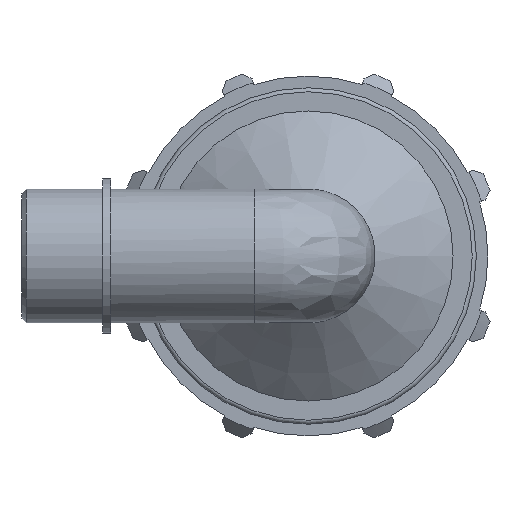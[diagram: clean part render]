
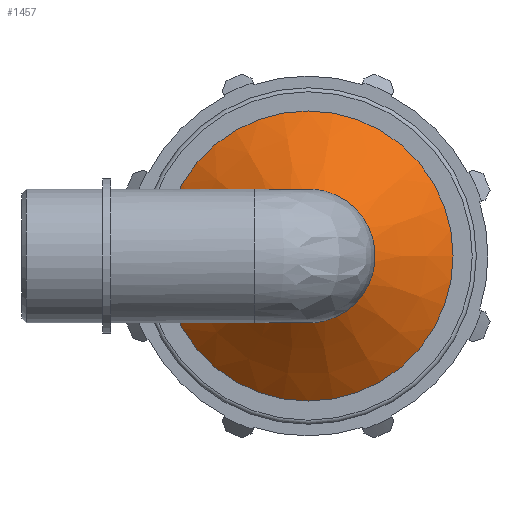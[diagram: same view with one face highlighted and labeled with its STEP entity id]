
A CAD part, left-side view. The second image highlights one B-rep face of the part: STEP entity #1457.
In plain terms, the highlighted conical face has half-angle 50 degrees and reference radius 26.312 mm.
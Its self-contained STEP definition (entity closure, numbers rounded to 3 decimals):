
#279=CONICAL_SURFACE('',#1552,26.312,50.);
#294=B_SPLINE_CURVE_WITH_KNOTS('',3,(#2123,#2124,#2125,#2126,#2127,#2128,
#2129,#2130,#2131,#2132,#2133,#2134,#2135,#2136,#2137,#2138,#2139,#2140),
 .UNSPECIFIED.,.F.,.F.,(4,2,2,2,2,2,2,2,4),(6.549,6.753,
7.121,7.432,7.743,8.053,8.364,
8.732,8.936),.UNSPECIFIED.);
#297=FACE_BOUND('',#420,.T.);
#331=FACE_OUTER_BOUND('',#419,.T.);
#419=EDGE_LOOP('',(#953,#954));
#420=EDGE_LOOP('',(#955));
#529=CIRCLE('',#1542,16.625);
#535=CIRCLE('',#1553,36.);
#598=VERTEX_POINT('',#2109);
#599=VERTEX_POINT('',#2110);
#605=VERTEX_POINT('',#2172);
#740=EDGE_CURVE('',#598,#599,#529,.T.);
#746=EDGE_CURVE('',#598,#599,#294,.T.);
#749=EDGE_CURVE('',#605,#605,#535,.T.);
#953=ORIENTED_EDGE('',*,*,#746,.F.);
#954=ORIENTED_EDGE('',*,*,#740,.T.);
#955=ORIENTED_EDGE('',*,*,#749,.F.);
#1457=ADVANCED_FACE('',(#331,#297),#279,.T.);
#1542=AXIS2_PLACEMENT_3D('',#2111,#1701,#1702);
#1552=AXIS2_PLACEMENT_3D('',#2171,#1721,#1722);
#1553=AXIS2_PLACEMENT_3D('',#2173,#1723,#1724);
#1701=DIRECTION('center_axis',(1.,0.,0.));
#1702=DIRECTION('ref_axis',(0.,0.,-1.));
#1721=DIRECTION('center_axis',(1.,0.,0.));
#1722=DIRECTION('ref_axis',(0.,1.,0.));
#1723=DIRECTION('center_axis',(1.,0.,0.));
#1724=DIRECTION('ref_axis',(0.,0.,-1.));
#2109=CARTESIAN_POINT('',(13.609,13.609,9.549));
#2110=CARTESIAN_POINT('',(13.609,13.609,-9.549));
#2111=CARTESIAN_POINT('Origin',(13.609,0.,0.));
#2123=CARTESIAN_POINT('Ctrl Pts',(13.609,13.609,9.549));
#2124=CARTESIAN_POINT('Ctrl Pts',(13.849,14.198,9.207));
#2125=CARTESIAN_POINT('Ctrl Pts',(14.097,14.784,8.826));
#2126=CARTESIAN_POINT('Ctrl Pts',(14.782,16.355,7.658));
#2127=CARTESIAN_POINT('Ctrl Pts',(15.208,17.278,6.787));
#2128=CARTESIAN_POINT('Ctrl Pts',(15.848,18.633,5.09));
#2129=CARTESIAN_POINT('Ctrl Pts',(16.13,19.213,4.156));
#2130=CARTESIAN_POINT('Ctrl Pts',(16.52,20.009,2.13));
#2131=CARTESIAN_POINT('Ctrl Pts',(16.625,20.219,1.036));
#2132=CARTESIAN_POINT('Ctrl Pts',(16.625,20.219,-1.036));
#2133=CARTESIAN_POINT('Ctrl Pts',(16.52,20.009,-2.13));
#2134=CARTESIAN_POINT('Ctrl Pts',(16.13,19.213,-4.156));
#2135=CARTESIAN_POINT('Ctrl Pts',(15.848,18.633,-5.09));
#2136=CARTESIAN_POINT('Ctrl Pts',(15.208,17.278,-6.787));
#2137=CARTESIAN_POINT('Ctrl Pts',(14.782,16.355,-7.658));
#2138=CARTESIAN_POINT('Ctrl Pts',(14.097,14.784,-8.826));
#2139=CARTESIAN_POINT('Ctrl Pts',(13.849,14.198,-9.207));
#2140=CARTESIAN_POINT('Ctrl Pts',(13.609,13.609,-9.549));
#2171=CARTESIAN_POINT('Origin',(21.738,0.,0.));
#2172=CARTESIAN_POINT('',(29.867,36.,0.));
#2173=CARTESIAN_POINT('Origin',(29.867,0.,0.));
